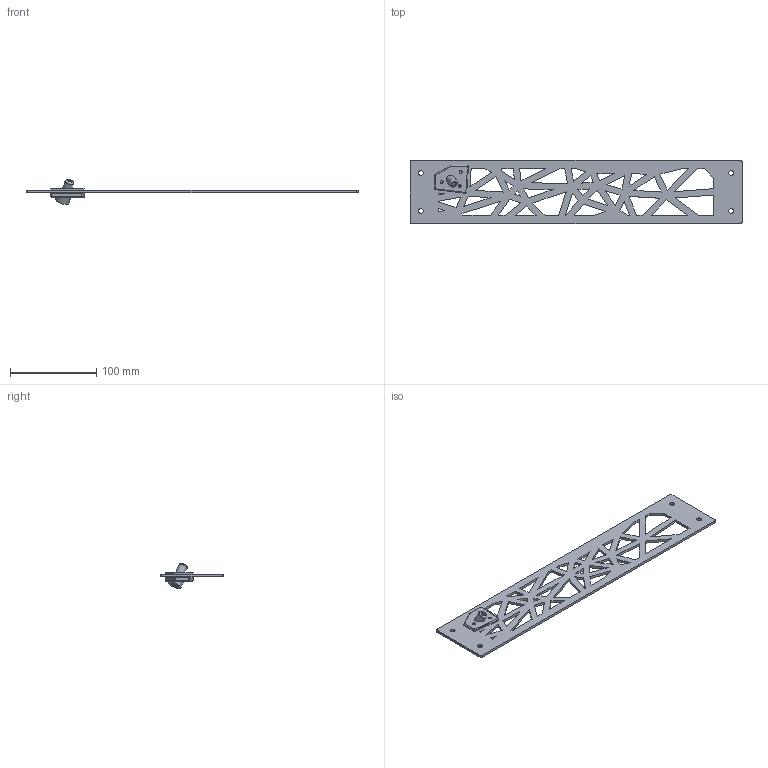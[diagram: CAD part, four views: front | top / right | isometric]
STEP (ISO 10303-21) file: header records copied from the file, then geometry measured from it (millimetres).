
FILE_DESCRIPTION(/* description */ (''),/* implementation_level */ '2;1');
FILE_NAME(/* name */ 'E-Box Bowden Holder v6.step',/* time_stamp */ '2022-06-21T05:35:25-05:00',/* author */ (''),/* organization */ (''),/* preprocessor_version */ 'ST-DEVELOPER v19',/* originating_system */ 'Autodesk Translation Framework v11.7.0.108',/* authorisation */ '');
FILE_SCHEMA (('AUTOMOTIVE_DESIGN { 1 0 10303 214 3 1 1 }'));
Length unit declared in the file: millimetre
Products named in the file (1): E-Box Bowden Holder
Bounding box: 384 x 74 x 29.1 mm (x, y, z)
Volume: 71429.7 mm3; surface area: 58157.7 mm2
Topology: 4 solids, 4 shells, 303 faces, 819 edges, 524 vertices
Faces by surface type: plane 191, cylinder 46, bspline 41, cone 24, torus 1
Full cylindrical faces by diameter (mm): 2.8 x3, 3.4 x6, 4.3 x2, 5.5 x4, 9.728 x8, 10 x1, 16 x1
Entity records: 16916 total; most frequent: CARTESIAN_POINT 9480, ORIENTED_EDGE 1638, DIRECTION 1265, EDGE_CURVE 819, LINE 561, VECTOR 561, VERTEX_POINT 524, EDGE_LOOP 403
